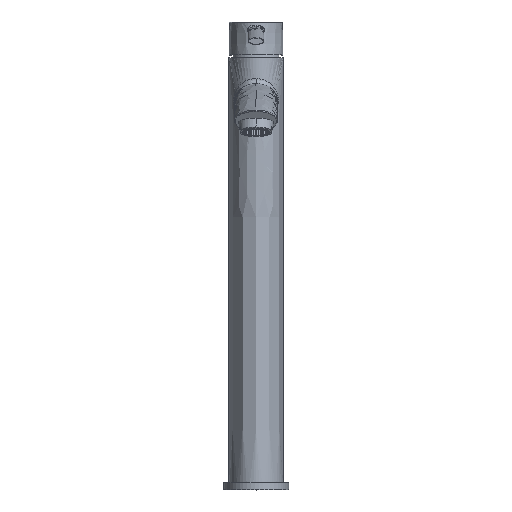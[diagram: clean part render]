
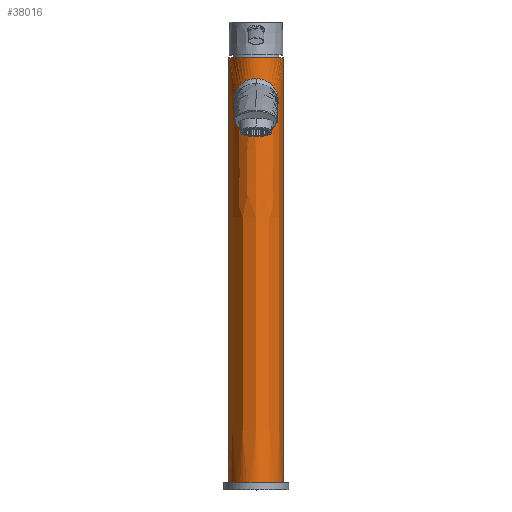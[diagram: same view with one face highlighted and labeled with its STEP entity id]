
A CAD part, top view. The second image highlights one B-rep face of the part: STEP entity #38016.
In plain terms, the highlighted face is a extrusion surface.
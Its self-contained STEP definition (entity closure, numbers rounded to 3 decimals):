
#6554=DIRECTION('',(0.,1.,0.));
#6555=VECTOR('',#6554,300.);
#6556=CARTESIAN_POINT('',(-19.1,0.,0.));
#6557=LINE('',#6556,#6555);
#6558=CARTESIAN_POINT('',(-19.1,0.,0.));
#6559=CARTESIAN_POINT('',(-19.1,0.,4.576));
#6560=CARTESIAN_POINT('',(-17.291,0.,13.729));
#6561=CARTESIAN_POINT('',(-9.915,0.,23.708));
#6562=CARTESIAN_POINT('',(0.,0.,27.296));
#6563=CARTESIAN_POINT('',(9.915,0.,23.708));
#6564=CARTESIAN_POINT('',(17.291,0.,13.729));
#6565=CARTESIAN_POINT('',(19.1,0.,4.576));
#6566=CARTESIAN_POINT('',(19.1,0.,0.));
#6568=CARTESIAN_POINT('',(0.,285.173,
26.1));
#6569=CARTESIAN_POINT('',(-0.878,285.171,
26.1));
#6570=CARTESIAN_POINT('',(-2.687,285.029,25.931));
#6571=CARTESIAN_POINT('',(-5.494,284.317,25.096));
#6572=CARTESIAN_POINT('',(-8.343,283.035,23.612));
#6573=CARTESIAN_POINT('',(-11.104,280.996,21.35));
#6574=CARTESIAN_POINT('',(-13.005,278.77,19.167));
#6575=CARTESIAN_POINT('',(-14.315,276.519,17.306));
#6576=CARTESIAN_POINT('',(-15.152,274.199,15.895));
#6577=CARTESIAN_POINT('',(-15.598,271.934,15.052));
#6578=CARTESIAN_POINT('',(-15.737,269.716,14.777));
#6579=CARTESIAN_POINT('',(-15.607,267.457,15.035));
#6580=CARTESIAN_POINT('',(-15.155,264.948,15.888));
#6581=CARTESIAN_POINT('',(-14.358,262.362,17.232));
#6582=CARTESIAN_POINT('',(-13.18,259.71,18.932));
#6583=CARTESIAN_POINT('',(-11.498,256.877,20.918));
#6584=CARTESIAN_POINT('',(-9.316,254.221,22.873));
#6585=CARTESIAN_POINT('',(-7.044,252.224,24.334));
#6586=CARTESIAN_POINT('',(-4.636,250.792,25.391));
#6587=CARTESIAN_POINT('',(-2.241,249.991,25.984));
#6588=CARTESIAN_POINT('',(-0.732,249.832,
26.1));
#6589=CARTESIAN_POINT('',(0.,249.831,26.1));
#6591=CARTESIAN_POINT('',(0.,249.831,26.1));
#6592=CARTESIAN_POINT('',(0.733,249.829,26.1));
#6593=CARTESIAN_POINT('',(2.244,249.981,25.983));
#6594=CARTESIAN_POINT('',(4.644,250.774,25.388));
#6595=CARTESIAN_POINT('',(7.057,252.199,24.329));
#6596=CARTESIAN_POINT('',(9.338,254.203,22.854));
#6597=CARTESIAN_POINT('',(11.499,256.827,20.919));
#6598=CARTESIAN_POINT('',(13.222,259.736,18.879));
#6599=CARTESIAN_POINT('',(14.382,262.381,17.192));
#6600=CARTESIAN_POINT('',(15.17,264.958,15.862));
#6601=CARTESIAN_POINT('',(15.614,267.455,15.022));
#6602=CARTESIAN_POINT('',(15.743,269.698,14.766));
#6603=CARTESIAN_POINT('',(15.609,271.92,15.032));
#6604=CARTESIAN_POINT('',(15.164,274.198,15.873));
#6605=CARTESIAN_POINT('',(14.326,276.527,17.289));
#6606=CARTESIAN_POINT('',(13.015,278.792,19.155));
#6607=CARTESIAN_POINT('',(11.105,281.03,21.35));
#6608=CARTESIAN_POINT('',(8.344,283.066,23.612));
#6609=CARTESIAN_POINT('',(5.495,284.339,25.096));
#6610=CARTESIAN_POINT('',(2.689,285.041,25.931));
#6611=CARTESIAN_POINT('',(0.879,285.175,26.1));
#6612=CARTESIAN_POINT('',(0.,285.173,
26.1));
#6614=DIRECTION('',(0.,1.,0.));
#6615=VECTOR('',#6614,300.);
#6616=CARTESIAN_POINT('',(19.1,0.,0.));
#6617=LINE('',#6616,#6615);
#6618=CARTESIAN_POINT('',(19.1,0.,0.));
#6626=CARTESIAN_POINT('',(-19.1,0.,0.));
#6670=CARTESIAN_POINT('',(19.1,300.,0.));
#6678=CARTESIAN_POINT('',(-19.1,300.,0.));
#6680=CARTESIAN_POINT('',(-19.1,300.,0.));
#6681=CARTESIAN_POINT('',(-19.1,300.,4.576));
#6682=CARTESIAN_POINT('',(-17.291,300.,13.729));
#6683=CARTESIAN_POINT('',(-9.915,300.,23.708));
#6684=CARTESIAN_POINT('',(0.,300.,27.296));
#6685=CARTESIAN_POINT('',(9.915,300.,23.708));
#6686=CARTESIAN_POINT('',(17.291,300.,13.729));
#6687=CARTESIAN_POINT('',(19.1,300.,4.576));
#6688=CARTESIAN_POINT('',(19.1,300.,0.));
#26084=VERTEX_POINT('',#6670);
#26085=VERTEX_POINT('',#6678);
#26086=VERTEX_POINT('',#6568);
#26087=VERTEX_POINT('',#6589);
#32587=VERTEX_POINT('',#6618);
#32588=VERTEX_POINT('',#6626);
#37983=CARTESIAN_POINT('',(-19.071,0.,-1.428));
#37984=CARTESIAN_POINT('',(-19.09,0.,-0.952));
#37985=CARTESIAN_POINT('',(-19.194,0.,4.1));
#37986=CARTESIAN_POINT('',(-17.291,0.,13.729));
#37987=CARTESIAN_POINT('',(-9.915,0.,23.708));
#37988=CARTESIAN_POINT('',(0.,0.,27.296));
#37989=CARTESIAN_POINT('',(9.915,0.,23.708));
#37990=CARTESIAN_POINT('',(17.291,0.,13.729));
#37991=CARTESIAN_POINT('',(19.194,0.,4.1));
#37992=CARTESIAN_POINT('',(19.09,0.,-0.952));
#37993=CARTESIAN_POINT('',(19.071,0.,-1.428));
#37998=DIRECTION('',(0.,1.,0.));
#37999=VECTOR('',#37998,1.);
#38000=SURFACE_OF_LINEAR_EXTRUSION('',#37994,#37999);
#38002=ORIENTED_EDGE('',*,*,#38001,.T.);
#38004=ORIENTED_EDGE('',*,*,#38003,.T.);
#38006=ORIENTED_EDGE('',*,*,#38005,.F.);
#38008=ORIENTED_EDGE('',*,*,#38007,.F.);
#38009=EDGE_LOOP('',(#38002,#38004,#38006,#38008));
#38010=FACE_OUTER_BOUND('',#38009,.F.);
#38011=ORIENTED_EDGE('',*,*,#37961,.T.);
#38013=ORIENTED_EDGE('',*,*,#38012,.T.);
#38014=EDGE_LOOP('',(#38011,#38013));
#38015=FACE_BOUND('',#38014,.F.);
#38016=ADVANCED_FACE('',(#38010,#38015),#38000,.T.);
#6567=B_SPLINE_CURVE_WITH_KNOTS('',3,(#6558,#6559,#6560,#6561,#6562,#6563,#6564,
#6565,#6566),.UNSPECIFIED.,.F.,.F.,(4,1,1,1,1,1,4),(0.,0.167,
0.333,0.5,0.667,0.833,1.),
.UNSPECIFIED.);
#6590=B_SPLINE_CURVE_WITH_KNOTS('',3,(#6568,#6569,#6570,#6571,#6572,#6573,#6574,
#6575,#6576,#6577,#6578,#6579,#6580,#6581,#6582,#6583,#6584,#6585,#6586,#6587,
#6588,#6589),.UNSPECIFIED.,.F.,.F.,(4,1,1,1,1,1,1,1,1,1,1,1,1,1,1,1,1,1,1,4),(
0.,0.053,0.105,0.158,0.211,
0.263,0.316,0.368,0.421,
0.474,0.526,0.579,0.632,
0.684,0.737,0.789,0.842,
0.895,0.947,1.),.UNSPECIFIED.);
#6613=B_SPLINE_CURVE_WITH_KNOTS('',3,(#6591,#6592,#6593,#6594,#6595,#6596,#6597,
#6598,#6599,#6600,#6601,#6602,#6603,#6604,#6605,#6606,#6607,#6608,#6609,#6610,
#6611,#6612),.UNSPECIFIED.,.F.,.F.,(4,1,1,1,1,1,1,1,1,1,1,1,1,1,1,1,1,1,1,4),(
0.,0.053,0.105,0.158,0.211,
0.263,0.316,0.368,0.421,
0.474,0.526,0.579,0.632,
0.684,0.737,0.789,0.842,
0.895,0.947,1.),.UNSPECIFIED.);
#6689=B_SPLINE_CURVE_WITH_KNOTS('',3,(#6680,#6681,#6682,#6683,#6684,#6685,#6686,
#6687,#6688),.UNSPECIFIED.,.F.,.F.,(4,1,1,1,1,1,4),(0.,0.167,
0.333,0.5,0.667,0.833,1.),
.UNSPECIFIED.);
#37961=EDGE_CURVE('',#26086,#26087,#6590,.T.);
#37994=B_SPLINE_CURVE_WITH_KNOTS('',3,(#37983,#37984,#37985,#37986,#37987,
#37988,#37989,#37990,#37991,#37992,#37993),.UNSPECIFIED.,.F.,.F.,(4,1,1,1,1,1,1,
1,4),(0.,0.017,0.178,0.339,0.5,
0.661,0.822,0.983,1.),.UNSPECIFIED.);
#38001=EDGE_CURVE('',#32588,#26085,#6557,.T.);
#38003=EDGE_CURVE('',#26085,#26084,#6689,.T.);
#38005=EDGE_CURVE('',#32587,#26084,#6617,.T.);
#38007=EDGE_CURVE('',#32588,#32587,#6567,.T.);
#38012=EDGE_CURVE('',#26087,#26086,#6613,.T.);
